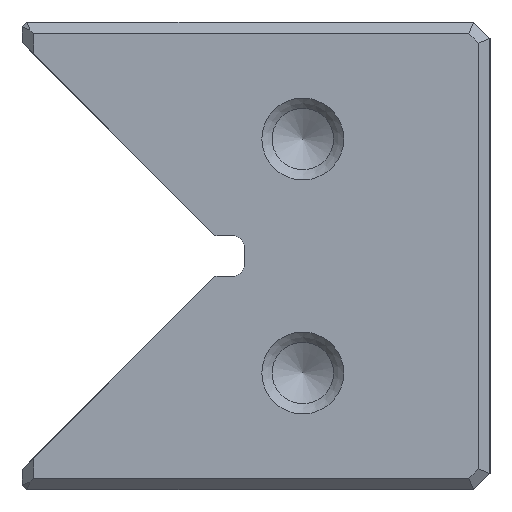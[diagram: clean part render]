
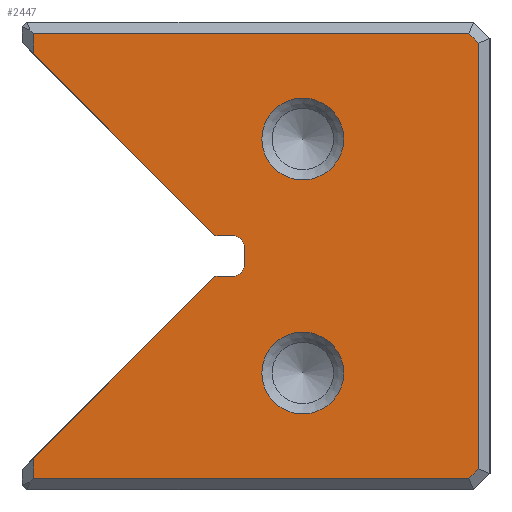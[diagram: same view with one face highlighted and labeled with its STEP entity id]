
A CAD part, left-side view. The second image highlights one B-rep face of the part: STEP entity #2447.
In plain terms, the highlighted planar face has unit normal (-1, 0, 0).
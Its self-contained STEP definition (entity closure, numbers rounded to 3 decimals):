
#2447=ADVANCED_FACE('',(#3276,#3277,#3278),#2799,.T.);
#2799=PLANE('',#8373);
#3035=CIRCLE('',#8369,3.5);
#3036=CIRCLE('',#8370,3.5);
#3037=CIRCLE('',#8371,1.);
#3038=CIRCLE('',#8372,1.);
#3276=FACE_BOUND('',#3386,.T.);
#3277=FACE_BOUND('',#3387,.T.);
#3278=FACE_BOUND('',#3388,.T.);
#3386=EDGE_LOOP('',(#4014));
#3387=EDGE_LOOP('',(#4015));
#3388=EDGE_LOOP('',(#4016,#4017,#4018,#4019,#4020,#4021,#4022,#4023,#4024,
#4025,#4026,#4027,#4028,#4029));
#4014=ORIENTED_EDGE('',*,*,#6380,.T.);
#4015=ORIENTED_EDGE('',*,*,#6381,.T.);
#4016=ORIENTED_EDGE('',*,*,#6382,.T.);
#4017=ORIENTED_EDGE('',*,*,#6383,.T.);
#4018=ORIENTED_EDGE('',*,*,#6384,.T.);
#4019=ORIENTED_EDGE('',*,*,#6385,.T.);
#4020=ORIENTED_EDGE('',*,*,#6386,.T.);
#4021=ORIENTED_EDGE('',*,*,#6387,.T.);
#4022=ORIENTED_EDGE('',*,*,#6388,.T.);
#4023=ORIENTED_EDGE('',*,*,#6389,.T.);
#4024=ORIENTED_EDGE('',*,*,#6390,.T.);
#4025=ORIENTED_EDGE('',*,*,#6391,.T.);
#4026=ORIENTED_EDGE('',*,*,#6392,.T.);
#4027=ORIENTED_EDGE('',*,*,#6393,.T.);
#4028=ORIENTED_EDGE('',*,*,#6394,.F.);
#4029=ORIENTED_EDGE('',*,*,#6395,.F.);
#5782=VERTEX_POINT('',#10648);
#5783=VERTEX_POINT('',#10650);
#5784=VERTEX_POINT('',#10652);
#5785=VERTEX_POINT('',#10653);
#5786=VERTEX_POINT('',#10655);
#5787=VERTEX_POINT('',#10657);
#5788=VERTEX_POINT('',#10659);
#5789=VERTEX_POINT('',#10661);
#5790=VERTEX_POINT('',#10663);
#5791=VERTEX_POINT('',#10665);
#5792=VERTEX_POINT('',#10667);
#5793=VERTEX_POINT('',#10669);
#5794=VERTEX_POINT('',#10671);
#5795=VERTEX_POINT('',#10673);
#5796=VERTEX_POINT('',#10675);
#5797=VERTEX_POINT('',#10677);
#6380=EDGE_CURVE('',#5782,#5782,#3035,.T.);
#6381=EDGE_CURVE('',#5783,#5783,#3036,.T.);
#6382=EDGE_CURVE('',#5784,#5785,#7185,.T.);
#6383=EDGE_CURVE('',#5785,#5786,#7186,.T.);
#6384=EDGE_CURVE('',#5786,#5787,#7187,.T.);
#6385=EDGE_CURVE('',#5787,#5788,#7188,.T.);
#6386=EDGE_CURVE('',#5788,#5789,#7189,.T.);
#6387=EDGE_CURVE('',#5789,#5790,#7190,.T.);
#6388=EDGE_CURVE('',#5790,#5791,#7191,.T.);
#6389=EDGE_CURVE('',#5791,#5792,#7192,.T.);
#6390=EDGE_CURVE('',#5792,#5793,#7193,.T.);
#6391=EDGE_CURVE('',#5793,#5794,#3037,.T.);
#6392=EDGE_CURVE('',#5794,#5795,#7194,.T.);
#6393=EDGE_CURVE('',#5795,#5796,#3038,.T.);
#6394=EDGE_CURVE('',#5797,#5796,#7195,.T.);
#6395=EDGE_CURVE('',#5784,#5797,#7196,.T.);
#7185=LINE('',#10651,#7855);
#7186=LINE('',#10654,#7856);
#7187=LINE('',#10656,#7857);
#7188=LINE('',#10658,#7858);
#7189=LINE('',#10660,#7859);
#7190=LINE('',#10662,#7860);
#7191=LINE('',#10664,#7861);
#7192=LINE('',#10666,#7862);
#7193=LINE('',#10668,#7863);
#7194=LINE('',#10672,#7864);
#7195=LINE('',#10676,#7865);
#7196=LINE('',#10678,#7866);
#7855=VECTOR('',#8840,1.);
#7856=VECTOR('',#8841,1.);
#7857=VECTOR('',#8842,1.);
#7858=VECTOR('',#8843,1.);
#7859=VECTOR('',#8844,1.);
#7860=VECTOR('',#8845,1.);
#7861=VECTOR('',#8846,1.);
#7862=VECTOR('',#8847,1.);
#7863=VECTOR('',#8848,1.);
#7864=VECTOR('',#8851,1.);
#7865=VECTOR('',#8854,1.);
#7866=VECTOR('',#8855,1.);
#8369=AXIS2_PLACEMENT_3D('',#10647,#8836,#8837);
#8370=AXIS2_PLACEMENT_3D('',#10649,#8838,#8839);
#8371=AXIS2_PLACEMENT_3D('',#10670,#8849,#8850);
#8372=AXIS2_PLACEMENT_3D('',#10674,#8852,#8853);
#8373=AXIS2_PLACEMENT_3D('',#10679,#8856,#8857);
#8836=DIRECTION('',(1.,0.,0.));
#8837=DIRECTION('',(0.,0.,1.));
#8838=DIRECTION('',(1.,0.,0.));
#8839=DIRECTION('',(0.,0.,1.));
#8840=DIRECTION('',(0.,0.,-1.));
#8841=DIRECTION('',(0.,-1.,0.));
#8842=DIRECTION('',(0.,-0.707,0.707));
#8843=DIRECTION('',(0.,0.,1.));
#8844=DIRECTION('',(0.,0.707,0.707));
#8845=DIRECTION('',(0.,1.,0.));
#8846=DIRECTION('',(0.,0.,-1.));
#8847=DIRECTION('',(0.,-0.707,-0.707));
#8848=DIRECTION('',(0.,-1.,0.));
#8849=DIRECTION('',(1.,0.,0.));
#8850=DIRECTION('',(0.,0.,1.));
#8851=DIRECTION('',(0.,0.,-1.));
#8852=DIRECTION('',(1.,0.,0.));
#8853=DIRECTION('',(0.,0.,1.));
#8854=DIRECTION('',(0.,-1.,0.));
#8855=DIRECTION('',(0.,-0.707,0.707));
#8856=DIRECTION('',(-1.,0.,0.));
#8857=DIRECTION('',(0.,0.,-1.));
#10647=CARTESIAN_POINT('',(0.,16.,30.));
#10648=CARTESIAN_POINT('',(0.,16.,33.5));
#10649=CARTESIAN_POINT('',(0.,16.,10.));
#10650=CARTESIAN_POINT('',(0.,16.,13.5));
#10651=CARTESIAN_POINT('',(0.,39.,0.));
#10652=CARTESIAN_POINT('',(0.,39.,2.758));
#10653=CARTESIAN_POINT('',(0.,39.,1.));
#10654=CARTESIAN_POINT('',(0.,20.,1.));
#10655=CARTESIAN_POINT('',(0.,1.814,1.));
#10656=CARTESIAN_POINT('',(0.,11.407,-8.593));
#10657=CARTESIAN_POINT('',(0.,1.,1.814));
#10658=CARTESIAN_POINT('',(0.,1.,0.));
#10659=CARTESIAN_POINT('',(0.,1.,38.186));
#10660=CARTESIAN_POINT('',(0.,-8.593,28.593));
#10661=CARTESIAN_POINT('',(0.,1.814,39.));
#10662=CARTESIAN_POINT('',(0.,20.,39.));
#10663=CARTESIAN_POINT('',(0.,39.,39.));
#10664=CARTESIAN_POINT('',(0.,39.,0.));
#10665=CARTESIAN_POINT('',(0.,39.,37.242));
#10666=CARTESIAN_POINT('',(0.,40.,38.242));
#10667=CARTESIAN_POINT('',(0.,23.508,21.75));
#10668=CARTESIAN_POINT('',(0.,21.,21.75));
#10669=CARTESIAN_POINT('',(0.,22.,21.75));
#10670=CARTESIAN_POINT('',(0.,22.,20.75));
#10671=CARTESIAN_POINT('',(0.,21.,20.75));
#10672=CARTESIAN_POINT('',(0.,21.,21.75));
#10673=CARTESIAN_POINT('',(0.,21.,19.25));
#10674=CARTESIAN_POINT('',(0.,22.,19.25));
#10675=CARTESIAN_POINT('',(0.,22.,18.25));
#10676=CARTESIAN_POINT('',(0.,21.,18.25));
#10677=CARTESIAN_POINT('',(0.,23.508,18.25));
#10678=CARTESIAN_POINT('',(0.,40.,1.758));
#10679=CARTESIAN_POINT('',(0.,20.,0.));
